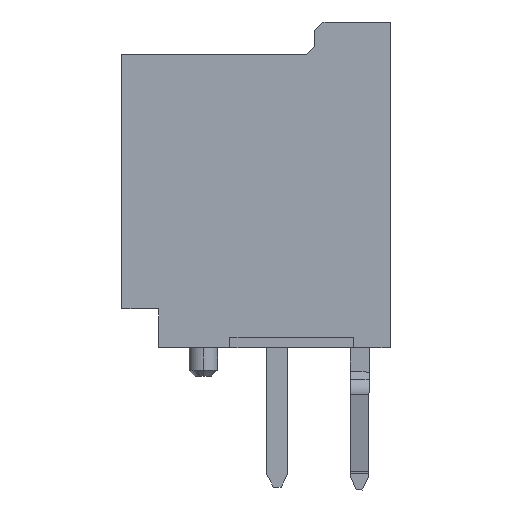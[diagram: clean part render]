
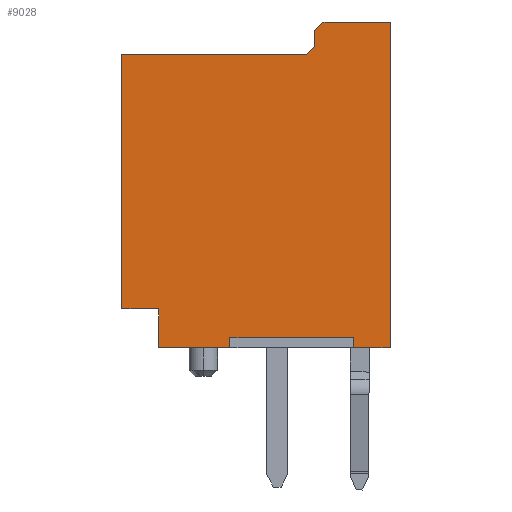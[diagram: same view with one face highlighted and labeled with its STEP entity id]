
A CAD part, left-side view. The second image highlights one B-rep face of the part: STEP entity #9028.
In plain terms, the highlighted planar face has unit normal (-1, 0, 0).
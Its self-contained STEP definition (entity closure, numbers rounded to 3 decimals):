
#154 = VERTEX_POINT('',#155);
#155 = CARTESIAN_POINT('',(-7.45,3.9,0.01));
#161 = EDGE_CURVE('',#154,#162,#164,.T.);
#162 = VERTEX_POINT('',#163);
#163 = CARTESIAN_POINT('',(-7.45,2.16,0.01));
#164 = LINE('',#165,#166);
#165 = CARTESIAN_POINT('',(-7.45,3.9,0.01));
#166 = VECTOR('',#167,1.);
#167 = DIRECTION('',(0.,-1.,0.));
#186 = VERTEX_POINT('',#187);
#187 = CARTESIAN_POINT('',(-7.45,-0.85,0.01));
#193 = EDGE_CURVE('',#186,#194,#196,.T.);
#194 = VERTEX_POINT('',#195);
#195 = CARTESIAN_POINT('',(-7.45,-1.75,0.01));
#196 = LINE('',#197,#198);
#197 = CARTESIAN_POINT('',(-7.45,-0.85,0.01));
#198 = VECTOR('',#199,1.);
#199 = DIRECTION('',(0.,-1.,0.));
#7968 = VERTEX_POINT('',#7969);
#7969 = CARTESIAN_POINT('',(-7.45,-1.75,7.96));
#7975 = EDGE_CURVE('',#7976,#7968,#7978,.T.);
#7976 = VERTEX_POINT('',#7977);
#7977 = CARTESIAN_POINT('',(-7.45,-0.11,7.96));
#7978 = LINE('',#7979,#7980);
#7979 = CARTESIAN_POINT('',(-7.45,-0.11,7.96));
#7980 = VECTOR('',#7981,1.);
#7981 = DIRECTION('',(0.,-1.,0.));
#8176 = EDGE_CURVE('',#194,#7968,#8177,.T.);
#8177 = LINE('',#8178,#8179);
#8178 = CARTESIAN_POINT('',(-7.45,-1.75,0.01));
#8179 = VECTOR('',#8180,1.);
#8180 = DIRECTION('',(0.,0.,1.));
#8785 = VERTEX_POINT('',#8786);
#8786 = CARTESIAN_POINT('',(-7.45,3.9,0.96));
#8858 = VERTEX_POINT('',#8859);
#8859 = CARTESIAN_POINT('',(-7.45,4.8,0.96));
#8865 = EDGE_CURVE('',#8858,#8785,#8866,.T.);
#8866 = LINE('',#8867,#8868);
#8867 = CARTESIAN_POINT('',(-7.45,4.8,0.96));
#8868 = VECTOR('',#8869,1.);
#8869 = DIRECTION('',(0.,-1.,0.));
#8925 = EDGE_CURVE('',#154,#8785,#8926,.T.);
#8926 = LINE('',#8927,#8928);
#8927 = CARTESIAN_POINT('',(-7.45,3.9,0.01));
#8928 = VECTOR('',#8929,1.);
#8929 = DIRECTION('',(0.,0.,1.));
#9028 = ADVANCED_FACE('',(#9029),#9097,.T.);
#9029 = FACE_BOUND('',#9030,.F.);
#9030 = EDGE_LOOP('',(#9031,#9032,#9040,#9048,#9056,#9064,#9070,#9071,
    #9072,#9073,#9081,#9089,#9095,#9096));
#9031 = ORIENTED_EDGE('',*,*,#8865,.F.);
#9032 = ORIENTED_EDGE('',*,*,#9033,.T.);
#9033 = EDGE_CURVE('',#8858,#9034,#9036,.T.);
#9034 = VERTEX_POINT('',#9035);
#9035 = CARTESIAN_POINT('',(-7.45,4.8,7.16));
#9036 = LINE('',#9037,#9038);
#9037 = CARTESIAN_POINT('',(-7.45,4.8,0.96));
#9038 = VECTOR('',#9039,1.);
#9039 = DIRECTION('',(0.,0.,1.));
#9040 = ORIENTED_EDGE('',*,*,#9041,.T.);
#9041 = EDGE_CURVE('',#9034,#9042,#9044,.T.);
#9042 = VERTEX_POINT('',#9043);
#9043 = CARTESIAN_POINT('',(-7.45,0.29,7.16));
#9044 = LINE('',#9045,#9046);
#9045 = CARTESIAN_POINT('',(-7.45,4.8,7.16));
#9046 = VECTOR('',#9047,1.);
#9047 = DIRECTION('',(0.,-1.,0.));
#9048 = ORIENTED_EDGE('',*,*,#9049,.F.);
#9049 = EDGE_CURVE('',#9050,#9042,#9052,.T.);
#9050 = VERTEX_POINT('',#9051);
#9051 = CARTESIAN_POINT('',(-7.45,0.09,7.36));
#9052 = LINE('',#9053,#9054);
#9053 = CARTESIAN_POINT('',(-7.45,0.09,7.36));
#9054 = VECTOR('',#9055,1.);
#9055 = DIRECTION('',(0.,0.707,
    -0.707));
#9056 = ORIENTED_EDGE('',*,*,#9057,.F.);
#9057 = EDGE_CURVE('',#9058,#9050,#9060,.T.);
#9058 = VERTEX_POINT('',#9059);
#9059 = CARTESIAN_POINT('',(-7.45,0.09,7.76));
#9060 = LINE('',#9061,#9062);
#9061 = CARTESIAN_POINT('',(-7.45,0.09,7.76));
#9062 = VECTOR('',#9063,1.);
#9063 = DIRECTION('',(0.,0.,-1.));
#9064 = ORIENTED_EDGE('',*,*,#9065,.F.);
#9065 = EDGE_CURVE('',#7976,#9058,#9066,.T.);
#9066 = LINE('',#9067,#9068);
#9067 = CARTESIAN_POINT('',(-7.45,-0.11,7.96));
#9068 = VECTOR('',#9069,1.);
#9069 = DIRECTION('',(0.,0.707,
    -0.707));
#9070 = ORIENTED_EDGE('',*,*,#7975,.T.);
#9071 = ORIENTED_EDGE('',*,*,#8176,.F.);
#9072 = ORIENTED_EDGE('',*,*,#193,.F.);
#9073 = ORIENTED_EDGE('',*,*,#9074,.T.);
#9074 = EDGE_CURVE('',#186,#9075,#9077,.T.);
#9075 = VERTEX_POINT('',#9076);
#9076 = CARTESIAN_POINT('',(-7.45,-0.85,0.26));
#9077 = LINE('',#9078,#9079);
#9078 = CARTESIAN_POINT('',(-7.45,-0.85,0.01));
#9079 = VECTOR('',#9080,1.);
#9080 = DIRECTION('',(0.,0.,1.));
#9081 = ORIENTED_EDGE('',*,*,#9082,.F.);
#9082 = EDGE_CURVE('',#9083,#9075,#9085,.T.);
#9083 = VERTEX_POINT('',#9084);
#9084 = CARTESIAN_POINT('',(-7.45,2.16,0.26));
#9085 = LINE('',#9086,#9087);
#9086 = CARTESIAN_POINT('',(-7.45,2.16,0.26));
#9087 = VECTOR('',#9088,1.);
#9088 = DIRECTION('',(0.,-1.,0.));
#9089 = ORIENTED_EDGE('',*,*,#9090,.F.);
#9090 = EDGE_CURVE('',#162,#9083,#9091,.T.);
#9091 = LINE('',#9092,#9093);
#9092 = CARTESIAN_POINT('',(-7.45,2.16,0.01));
#9093 = VECTOR('',#9094,1.);
#9094 = DIRECTION('',(0.,0.,1.));
#9095 = ORIENTED_EDGE('',*,*,#161,.F.);
#9096 = ORIENTED_EDGE('',*,*,#8925,.T.);
#9097 = PLANE('',#9098);
#9098 = AXIS2_PLACEMENT_3D('',#9099,#9100,#9101);
#9099 = CARTESIAN_POINT('',(-7.45,4.8,0.01));
#9100 = DIRECTION('',(-1.,0.,0.));
#9101 = DIRECTION('',(0.,-1.,0.));
